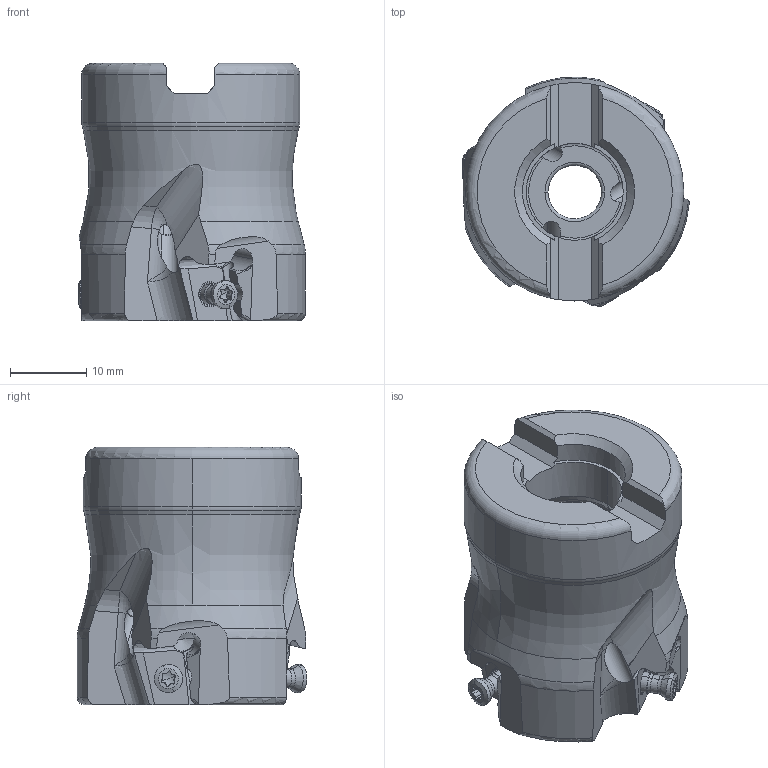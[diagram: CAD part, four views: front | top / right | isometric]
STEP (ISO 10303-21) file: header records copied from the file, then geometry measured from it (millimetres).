
FILE_DESCRIPTION(/* description */ (''),/* implementation_level */ '2;1');
FILE_NAME(/* name */ 'VPX200UR1_2503SA.stp',/* time_stamp */ '2021-09-08T11:38:38+09:00',/* author */ (''),/* organization */ (''),/* preprocessor_version */ 'ST-DEVELOPER v16',/* originating_system */ 'SIEMENS PLM Software NX 10.0',/* authorisation */ '');
FILE_SCHEMA (('AUTOMOTIVE_DESIGN { 1 0 10303 214 3 1 1 1 }'));
Length unit declared in the file: millimetre
Products named in the file (1): VPX200UR1_2503SA_ASM_ASM
Bounding box: 29.72 x 30.08 x 33.73 mm (x, y, z)
Volume: 15594 mm3; surface area: 6069.8 mm2
Topology: 4 solids, 4 shells, 359 faces, 1000 edges, 651 vertices
Faces by surface type: cylinder 150, plane 100, cone 45, torus 43, extrusion 12, sphere 6, bspline 3
Entity records: 15519 total; most frequent: CARTESIAN_POINT 6384, ORIENTED_EDGE 1976, DIRECTION 1810, EDGE_CURVE 988, AXIS2_PLACEMENT_3D 734, VERTEX_POINT 645, EDGE_LOOP 381, ADVANCED_FACE 359
